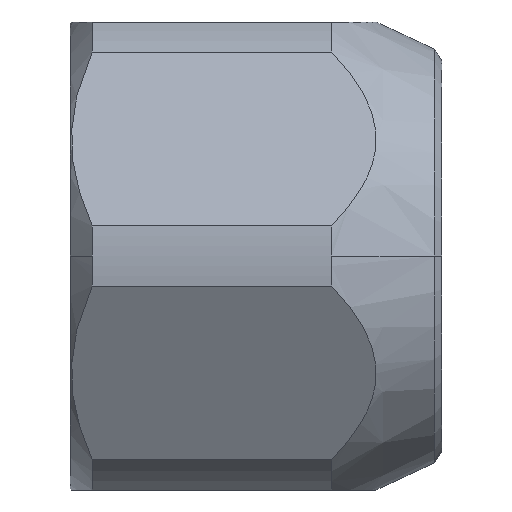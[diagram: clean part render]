
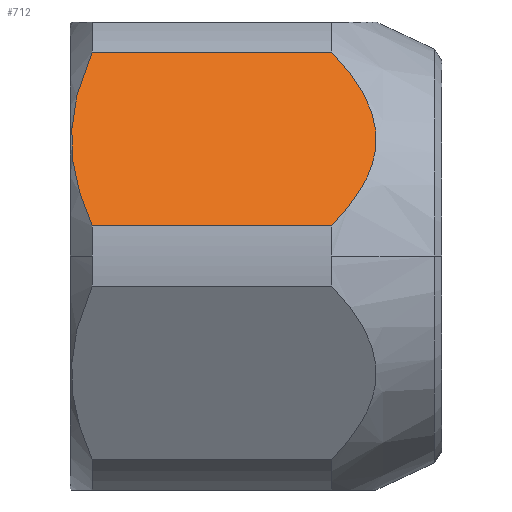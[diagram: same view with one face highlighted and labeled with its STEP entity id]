
A CAD part, front view. The second image highlights one B-rep face of the part: STEP entity #712.
In plain terms, the highlighted planar face has unit normal (0, -0.866, 0.5).
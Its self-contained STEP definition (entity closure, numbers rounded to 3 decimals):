
#45=CARTESIAN_POINT('',(-4.,-5.537,7.41));
#46=CARTESIAN_POINT('',(-3.65,-5.744,7.052));
#47=CARTESIAN_POINT('',(-3.058,-6.152,6.345));
#48=CARTESIAN_POINT('',(-2.508,-6.769,5.276));
#49=CARTESIAN_POINT('',(-2.335,-7.359,4.254));
#50=CARTESIAN_POINT('',(-2.504,-7.948,3.233));
#51=CARTESIAN_POINT('',(-3.055,-8.569,2.159));
#52=CARTESIAN_POINT('',(-3.649,-8.978,1.45));
#53=CARTESIAN_POINT('',(-4.,-9.186,1.09));
#65=DIRECTION('',(1.,0.,0.));
#66=VECTOR('',#65,8.7);
#67=CARTESIAN_POINT('',(-12.7,-5.537,7.41));
#68=LINE('',#67,#66);
#82=DIRECTION('',(1.,0.,0.));
#83=VECTOR('',#82,8.7);
#84=CARTESIAN_POINT('',(-12.7,-9.186,1.09));
#85=LINE('',#84,#83);
#181=CARTESIAN_POINT('',(-12.7,-5.537,7.41));
#182=CARTESIAN_POINT('',(-12.902,-5.793,6.967));
#183=CARTESIAN_POINT('',(-13.225,-6.294,6.098));
#184=CARTESIAN_POINT('',(-13.46,-7.007,4.863));
#185=CARTESIAN_POINT('',(-13.459,-7.716,3.635));
#186=CARTESIAN_POINT('',(-13.224,-8.428,2.402));
#187=CARTESIAN_POINT('',(-12.902,-8.93,1.533));
#188=CARTESIAN_POINT('',(-12.7,-9.186,1.09));
#442=CARTESIAN_POINT('',(-12.7,-5.537,7.41));
#443=CARTESIAN_POINT('',(-4.,-5.537,7.41));
#444=VERTEX_POINT('',#442);
#445=VERTEX_POINT('',#443);
#446=CARTESIAN_POINT('',(-12.7,-9.186,1.09));
#447=CARTESIAN_POINT('',(-4.,-9.186,1.09));
#448=VERTEX_POINT('',#446);
#449=VERTEX_POINT('',#447);
#700=CARTESIAN_POINT('',(0.,-9.186,1.09));
#701=DIRECTION('',(0.,0.866,-0.5));
#702=DIRECTION('',(0.,0.5,0.866));
#703=AXIS2_PLACEMENT_3D('',#700,#701,#702);
#704=PLANE('',#703);
#705=ORIENTED_EDGE('',*,*,#576,.T.);
#706=ORIENTED_EDGE('',*,*,#628,.F.);
#708=ORIENTED_EDGE('',*,*,#707,.F.);
#709=ORIENTED_EDGE('',*,*,#607,.T.);
#710=EDGE_LOOP('',(#705,#706,#708,#709));
#711=FACE_OUTER_BOUND('',#710,.F.);
#712=ADVANCED_FACE('',(#711),#704,.F.);
#54=B_SPLINE_CURVE_WITH_KNOTS('',3,(#45,#46,#47,#48,#49,#50,#51,#52,#53),
.UNSPECIFIED.,.F.,.F.,(4,1,1,1,1,1,4),(0.,0.167,0.333,
0.5,0.667,0.833,1.),.UNSPECIFIED.);
#189=B_SPLINE_CURVE_WITH_KNOTS('',3,(#181,#182,#183,#184,#185,#186,#187,#188),
.UNSPECIFIED.,.F.,.F.,(4,1,1,1,1,4),(0.,0.2,0.4,0.6,0.8,1.),
.UNSPECIFIED.);
#576=EDGE_CURVE('',#445,#449,#54,.T.);
#607=EDGE_CURVE('',#444,#445,#68,.T.);
#628=EDGE_CURVE('',#448,#449,#85,.T.);
#707=EDGE_CURVE('',#444,#448,#189,.T.);
